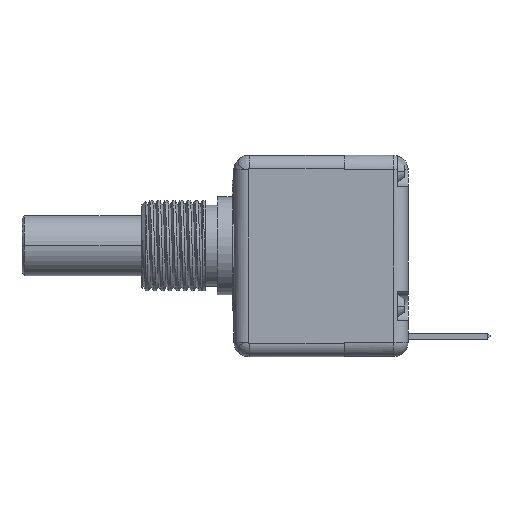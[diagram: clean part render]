
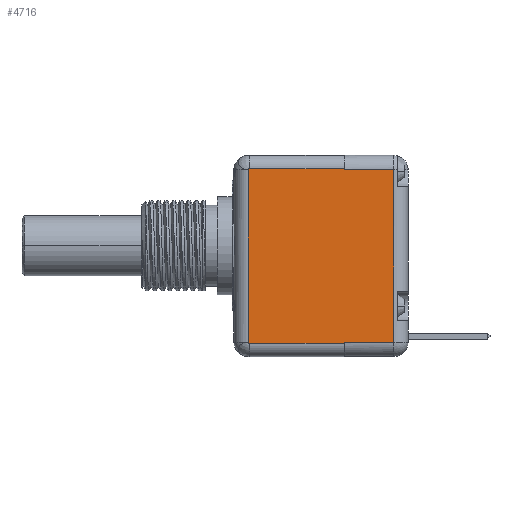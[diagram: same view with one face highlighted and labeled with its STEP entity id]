
A CAD part, left-side view. The second image highlights one B-rep face of the part: STEP entity #4716.
In plain terms, the highlighted planar face has unit normal (-1, 0, 0).
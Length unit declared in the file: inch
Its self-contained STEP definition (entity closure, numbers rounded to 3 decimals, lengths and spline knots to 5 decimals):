
#340=DIRECTION('',(0.,0.,-1.));
#341=VECTOR('',#340,0.71535);
#342=CARTESIAN_POINT('',(-0.31257,-0.54516,
0.31535));
#343=LINE('',#342,#341);
#390=DIRECTION('',(0.,1.,0.));
#391=VECTOR('',#390,0.20516);
#392=CARTESIAN_POINT('',(-0.31257,-0.54516,-0.4));
#393=LINE('',#392,#391);
#398=CARTESIAN_POINT('',(-0.31255,-0.34,0.31535));
#399=CARTESIAN_POINT('',(-0.31255,-0.34,0.3165));
#400=CARTESIAN_POINT('',(-0.3125,-0.34,0.31764));
#401=CARTESIAN_POINT('',(-0.3125,-0.34,0.31879));
#403=CARTESIAN_POINT('',(-0.3125,-0.34,-0.40343));
#404=CARTESIAN_POINT('',(-0.3125,-0.34,-0.40229));
#405=CARTESIAN_POINT('',(-0.31255,-0.34,-0.40114));
#406=CARTESIAN_POINT('',(-0.31255,-0.34,-0.4));
#408=CARTESIAN_POINT('',(-0.31246,-0.34,-0.405));
#409=CARTESIAN_POINT('',(-0.31246,-0.34,-0.40473));
#410=CARTESIAN_POINT('',(-0.31252,-0.34,-0.40421));
#411=CARTESIAN_POINT('',(-0.3125,-0.34,-0.40369));
#412=CARTESIAN_POINT('',(-0.3125,-0.34,-0.40343));
#414=DIRECTION('',(0.,1.,0.));
#415=VECTOR('',#414,0.393);
#416=CARTESIAN_POINT('',(-0.31246,-0.34,-0.405));
#417=LINE('',#416,#415);
#418=CARTESIAN_POINT('',(-0.3125,0.058,-0.4));
#419=CARTESIAN_POINT('',(-0.3125,0.05792,-0.40244));
#420=CARTESIAN_POINT('',(-0.3125,0.05544,-0.405));
#421=CARTESIAN_POINT('',(-0.3125,0.053,-0.405));
#423=CARTESIAN_POINT('',(-0.3125,0.058,0.315));
#424=CARTESIAN_POINT('',(-0.3125,0.05797,0.31744));
#425=CARTESIAN_POINT('',(-0.3125,0.05544,0.32));
#426=CARTESIAN_POINT('',(-0.3125,0.053,0.32));
#428=CARTESIAN_POINT('',(-0.3125,-0.34,0.31879));
#429=CARTESIAN_POINT('',(-0.3125,-0.34,0.31899));
#430=CARTESIAN_POINT('',(-0.31252,-0.34,0.31939));
#431=CARTESIAN_POINT('',(-0.31247,-0.34,0.31979));
#432=CARTESIAN_POINT('',(-0.31247,-0.34,0.32));
#443=DIRECTION('',(0.,1.,0.));
#444=VECTOR('',#443,0.20516);
#445=CARTESIAN_POINT('',(-0.31257,-0.54516,
0.31535));
#446=LINE('',#445,#444);
#497=DIRECTION('',(0.,1.,0.));
#498=VECTOR('',#497,0.393);
#499=CARTESIAN_POINT('',(-0.31247,-0.34,0.32));
#500=LINE('',#499,#498);
#2529=DIRECTION('',(0.,0.,1.));
#2530=VECTOR('',#2529,0.715);
#2531=CARTESIAN_POINT('',(-0.3125,0.058,-0.4));
#2532=LINE('',#2531,#2530);
#3524=CARTESIAN_POINT('',(-0.3125,0.058,-0.4));
#3525=CARTESIAN_POINT('',(-0.3125,0.058,0.315));
#3526=VERTEX_POINT('',#3524);
#3527=VERTEX_POINT('',#3525);
#3541=CARTESIAN_POINT('',(-0.3125,0.053,0.32));
#3542=VERTEX_POINT('',#3541);
#3543=VERTEX_POINT('',#421);
#3714=CARTESIAN_POINT('',(-0.31257,-0.54516,
0.31535));
#3715=CARTESIAN_POINT('',(-0.31257,-0.54516,-0.4));
#3716=VERTEX_POINT('',#3714);
#3717=VERTEX_POINT('',#3715);
#3798=VERTEX_POINT('',#403);
#3799=VERTEX_POINT('',#406);
#3800=VERTEX_POINT('',#398);
#3801=VERTEX_POINT('',#401);
#3822=VERTEX_POINT('',#432);
#3824=CARTESIAN_POINT('',(-0.31239,-0.34,-0.40499));
#3826=VERTEX_POINT('',#3824);
#4689=CARTESIAN_POINT('',(-0.3125,-0.11,-0.405));
#4690=DIRECTION('',(-1.,0.,0.));
#4691=DIRECTION('',(0.,0.,1.));
#4692=AXIS2_PLACEMENT_3D('',#4689,#4690,#4691);
#4693=PLANE('',#4692);
#4695=ORIENTED_EDGE('',*,*,#4694,.F.);
#4697=ORIENTED_EDGE('',*,*,#4696,.F.);
#4698=ORIENTED_EDGE('',*,*,#4576,.T.);
#4699=ORIENTED_EDGE('',*,*,#4677,.T.);
#4700=ORIENTED_EDGE('',*,*,#4675,.F.);
#4701=ORIENTED_EDGE('',*,*,#4684,.F.);
#4703=ORIENTED_EDGE('',*,*,#4702,.T.);
#4705=ORIENTED_EDGE('',*,*,#4704,.F.);
#4707=ORIENTED_EDGE('',*,*,#4706,.T.);
#4709=ORIENTED_EDGE('',*,*,#4708,.T.);
#4711=ORIENTED_EDGE('',*,*,#4710,.F.);
#4713=ORIENTED_EDGE('',*,*,#4712,.F.);
#4714=EDGE_LOOP('',(#4695,#4697,#4698,#4699,#4700,#4701,#4703,#4705,#4707,#4709,
#4711,#4713));
#4715=FACE_OUTER_BOUND('',#4714,.F.);
#402=B_SPLINE_CURVE_WITH_KNOTS('',3,(#398,#399,#400,#401),.UNSPECIFIED.,.F.,.F.,
(4,4),(0.,1.),.UNSPECIFIED.);
#407=B_SPLINE_CURVE_WITH_KNOTS('',3,(#403,#404,#405,#406),.UNSPECIFIED.,.F.,.F.,
(4,4),(0.,1.),.UNSPECIFIED.);
#413=B_SPLINE_CURVE_WITH_KNOTS('',3,(#408,#409,#410,#411,#412),.UNSPECIFIED.,
.F.,.F.,(4,1,4),(0.,0.5,1.),.UNSPECIFIED.);
#422=B_SPLINE_CURVE_WITH_KNOTS('',3,(#418,#419,#420,#421),.UNSPECIFIED.,.F.,.F.,
(4,4),(0.,1.),.UNSPECIFIED.);
#427=B_SPLINE_CURVE_WITH_KNOTS('',3,(#423,#424,#425,#426),.UNSPECIFIED.,.F.,.F.,
(4,4),(0.,1.),.UNSPECIFIED.);
#433=B_SPLINE_CURVE_WITH_KNOTS('',3,(#428,#429,#430,#431,#432),.UNSPECIFIED.,
.F.,.F.,(4,1,4),(0.,0.5,1.),.UNSPECIFIED.);
#4576=EDGE_CURVE('',#3716,#3717,#343,.T.);
#4675=EDGE_CURVE('',#3798,#3799,#407,.T.);
#4677=EDGE_CURVE('',#3717,#3799,#393,.T.);
#4684=EDGE_CURVE('',#3826,#3798,#413,.T.);
#4694=EDGE_CURVE('',#3800,#3801,#402,.T.);
#4696=EDGE_CURVE('',#3716,#3800,#446,.T.);
#4702=EDGE_CURVE('',#3826,#3543,#417,.T.);
#4704=EDGE_CURVE('',#3526,#3543,#422,.T.);
#4706=EDGE_CURVE('',#3526,#3527,#2532,.T.);
#4708=EDGE_CURVE('',#3527,#3542,#427,.T.);
#4710=EDGE_CURVE('',#3822,#3542,#500,.T.);
#4712=EDGE_CURVE('',#3801,#3822,#433,.T.);
#4716=ADVANCED_FACE('',(#4715),#4693,.T.);
